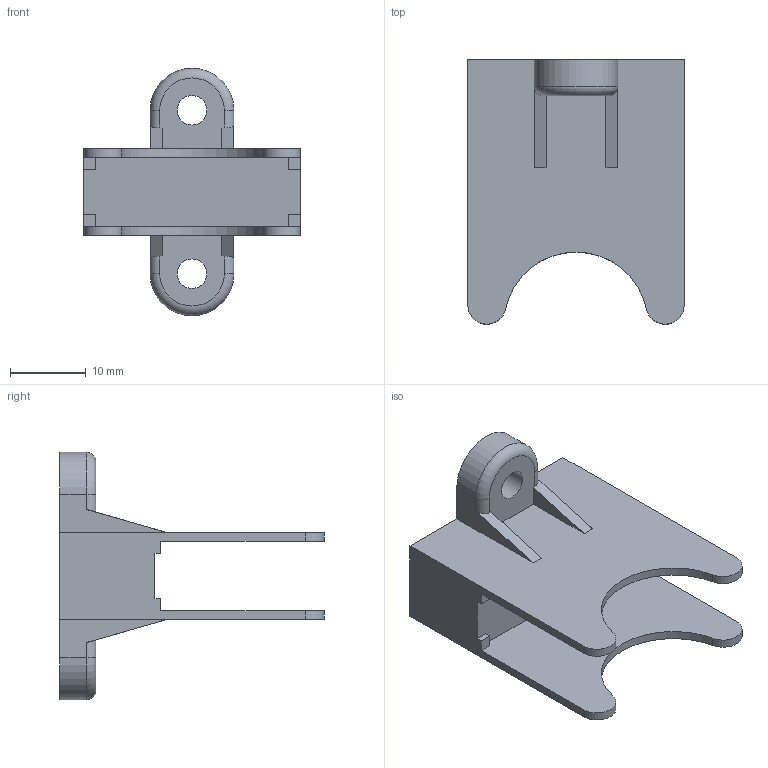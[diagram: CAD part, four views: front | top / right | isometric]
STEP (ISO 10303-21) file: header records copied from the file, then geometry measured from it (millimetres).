
FILE_DESCRIPTION(/* description */ (''),/* implementation_level */ '2;1');
FILE_NAME(/* name */ 'RER.75.stp',/* time_stamp */ '2016-06-07T13:41:21-04:00',/* author */ (''),/* organization */ (''),/* preprocessor_version */ 'ST-DEVELOPER v15',/* originating_system */ 'SIEMENS PLM Software NX 8.5',/* authorisation */ '');
FILE_SCHEMA (('AP203_CONFIGURATION_CONTROLLED_3D_DESIGN_OF_MECHANICAL_PARTS_AND_ASSEMBLIES_MIM_LF { 1 0 10303 403 2 1 2}'));
Length unit declared in the file: inch
Products named in the file (1): dfa7A84DB57emnt
Bounding box: 28.57 x 34.92 x 32.66 mm (x, y, z)
Volume: 3825.3 mm3; surface area: 5165.7 mm2
Topology: 1 solids, 1 shells, 55 faces, 154 edges, 102 vertices
Faces by surface type: plane 39, cylinder 14, torus 2
Full cylindrical faces by diameter (mm): 3.912 x2
Entity records: 1840 total; most frequent: CARTESIAN_POINT 307, ORIENTED_EDGE 300, DIRECTION 294, EDGE_CURVE 150, LINE 120, VECTOR 120, VERTEX_POINT 100, AXIS2_PLACEMENT_3D 87
